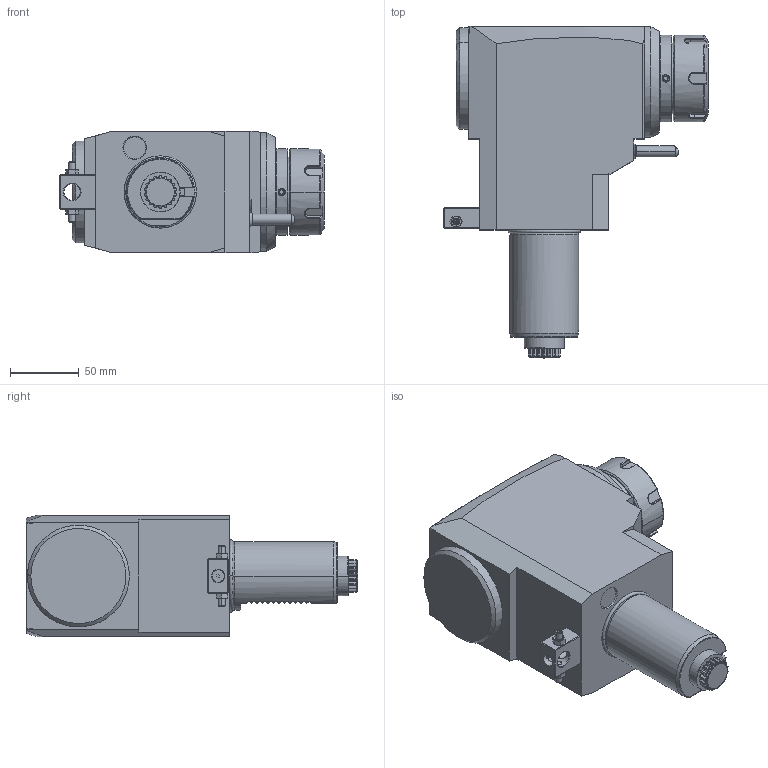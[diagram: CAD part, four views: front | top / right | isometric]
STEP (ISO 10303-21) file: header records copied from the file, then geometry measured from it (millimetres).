
FILE_DESCRIPTION((''),'2;1');
FILE_NAME('NGT1_50_231_40_1_1_110','2023-04-10T',('vali'),('NOVA GRUP'),'PRO/ENGINEER BY PARAMETRIC TECHNOLOGY CORPORATION, 2010280','PRO/ENGINEER BY PARAMETRIC TECHNOLOGY CORPORATION, 2010280','');
FILE_SCHEMA(('CONFIG_CONTROL_DESIGN'));
Length unit declared in the file: millimetre
Products named in the file (1): NGT1_50_231_40_1_1_110
Bounding box: 192.1 x 241 x 88 mm (x, y, z)
Volume: 1841718.5 mm3; surface area: 114530.4 mm2
Topology: 1 solids, 1 shells, 516 faces, 1359 edges, 855 vertices
Faces by surface type: plane 206, cylinder 161, cone 91, bspline 42, torus 12, extrusion 2, sphere 2
Entity records: 22940 total; most frequent: CARTESIAN_POINT 11050, ORIENTED_EDGE 2694, DIRECTION 2120, EDGE_CURVE 1347, VERTEX_POINT 855, AXIS2_PLACEMENT_3D 761, VECTOR 598, LINE 596
